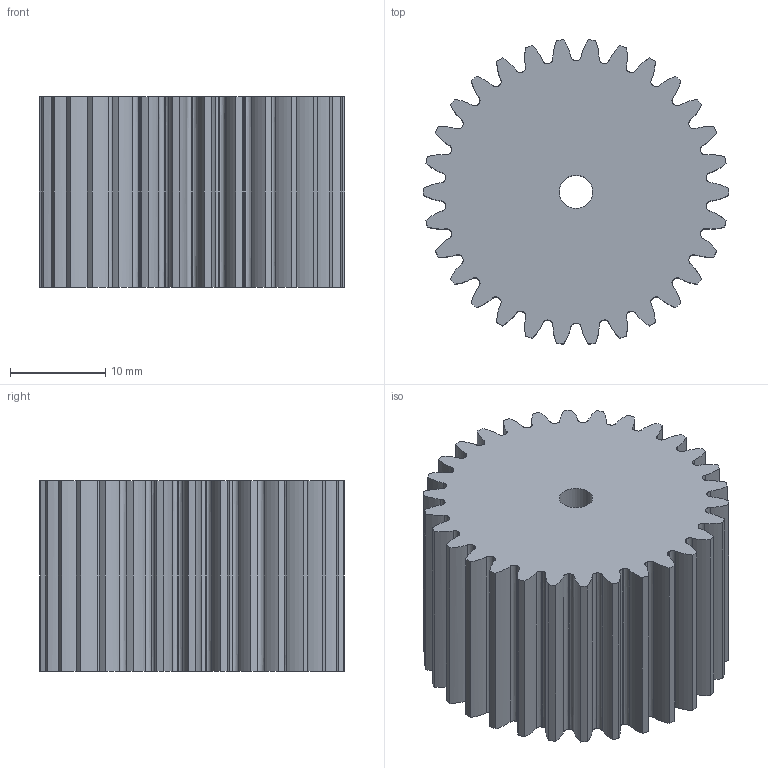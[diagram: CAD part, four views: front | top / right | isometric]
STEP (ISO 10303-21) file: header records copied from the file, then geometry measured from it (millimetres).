
FILE_DESCRIPTION(/* description */ (''),/* implementation_level */ '2;1');
FILE_NAME(/* name */ 'Gear for motion(DRIVER) v1.step',/* time_stamp */ '2023-09-02T11:49:32+05:30',/* author */ (''),/* organization */ (''),/* preprocessor_version */ 'ST-DEVELOPER v20',/* originating_system */ 'Autodesk Translation Framework v12.9.0.99',/* authorisation */ '');
FILE_SCHEMA (('AUTOMOTIVE_DESIGN { 1 0 10303 214 3 1 1 }'));
Length unit declared in the file: millimetre
Products named in the file (2): Gear for motion; Spur Gear (30 teeth)
Assembly tree (1 placements, depth 2):
  Gear for motion
    Spur Gear (30 teeth)
Bounding box: 32 x 31.89 x 20 mm (x, y, z)
Volume: 13805 mm3; surface area: 5279.6 mm2
Topology: 1 solids, 1 shells, 183 faces, 543 edges, 362 vertices
Faces by surface type: bspline 120, cylinder 61, plane 2
Full cylindrical faces by diameter (mm): 3.5 x1
Entity records: 24480 total; most frequent: CARTESIAN_POINT 20655, ORIENTED_EDGE 1086, EDGE_CURVE 543, DIRECTION 437, VERTEX_POINT 362, B_SPLINE_CURVE_WITH_KNOTS 240, AXIS2_PLACEMENT_3D 188, EDGE_LOOP 185
